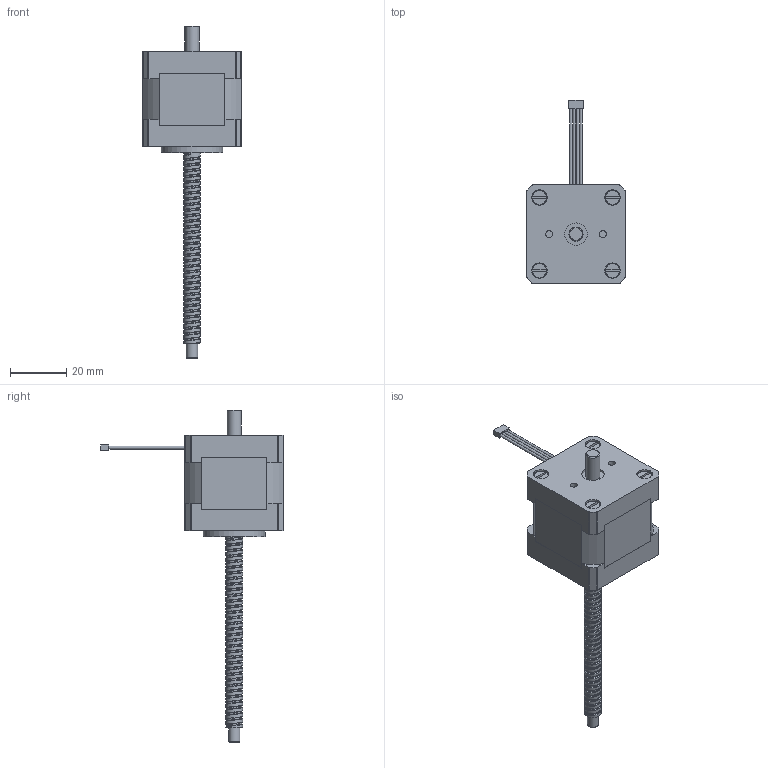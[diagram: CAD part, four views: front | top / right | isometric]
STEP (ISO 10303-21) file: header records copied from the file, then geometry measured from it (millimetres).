
FILE_DESCRIPTION((''),'2;1');
FILE_NAME('零件48.stp','2013-07-17T14:47:01',('Administrator'),(''),'Autodesk Inventor 2013','Autodesk Inventor 2013','');
FILE_SCHEMA(('AUTOMOTIVE_DESIGN { 1 0 10303 214 1 1 1 1 }'));
Length unit declared in the file: millimetre
Products named in the file (1): 零件48
Bounding box: 35 x 65 x 118 mm (x, y, z)
Surface area: 19060.3 mm2 (no closed solid volume)
Topology: 0 solids, 7 shells, 246 faces, 611 edges, 402 vertices
Faces by surface type: plane 136, cylinder 73, cone 22, torus 13, bspline 2
Full cylindrical faces by diameter (mm): 1 x4, 2 x1, 2.5 x2, 2.693 x4, 3 x8, 3.2 x4, 4 x1, 5 x1, 5.5 x4, 8 x1, 10 x1, 11 x1, 15 x2, 19 x2, 21 x1, 22 x1, 24 x1
Entity records: 10347 total; most frequent: CARTESIAN_POINT 4362, DIRECTION 1201, ORIENTED_EDGE 1092, EDGE_CURVE 546, AXIS2_PLACEMENT_3D 457, VERTEX_POINT 393, EDGE_LOOP 343, VECTOR 287
